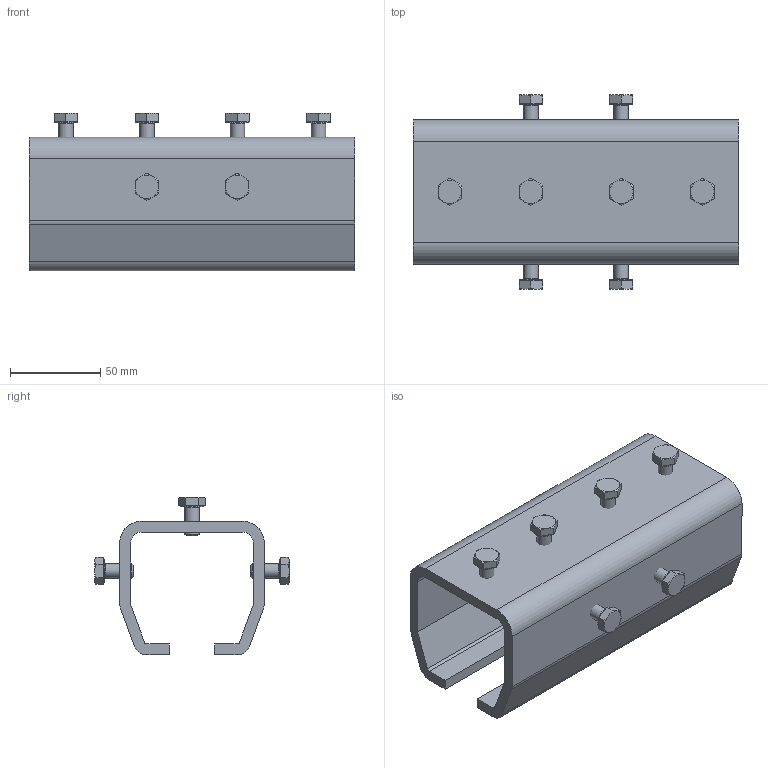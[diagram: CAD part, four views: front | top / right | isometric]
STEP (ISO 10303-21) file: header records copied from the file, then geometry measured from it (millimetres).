
FILE_DESCRIPTION(('STEP AP214'),'1');
FILE_NAME('PMH Skarvmuff 1503.stp','2013-08-06T12:26:20',(' '),(' '),'Spatial InterOp 3D',' ',' ');
FILE_SCHEMA(('automotive_design'));
Length unit declared in the file: millimetre
Products named in the file (10): PMH Profilskena skarvmuff 1503; Part1; Part2; Part3; Part4; Part5; Part6; Part7; Part8; Part9
Assembly tree (9 placements, depth 2):
  PMH Profilskena skarvmuff 1503
    Part1
    Part2
    Part3
    Part4
    Part5
    Part6
    Part7
    Part8
    Part9
Bounding box: 180 x 107.6 x 87.3 mm (x, y, z)
Volume: 264612.5 mm3; surface area: 97282.2 mm2
Topology: 9 solids, 9 shells, 196 faces, 433 edges, 271 vertices
Faces by surface type: plane 98, cone 56, cylinder 34, torus 8
Full cylindrical faces by diameter (mm): 6.647 x8, 8 x8, 12.88 x8
Entity records: 7273 total; most frequent: CARTESIAN_POINT 1456, DIRECTION 830, ORIENTED_EDGE 764, EDGE_CURVE 382, AXIS2_PLACEMENT_3D 338, EDGE_LOOP 268, VERTEX_POINT 260, FACE_OUTER_BOUND 228
